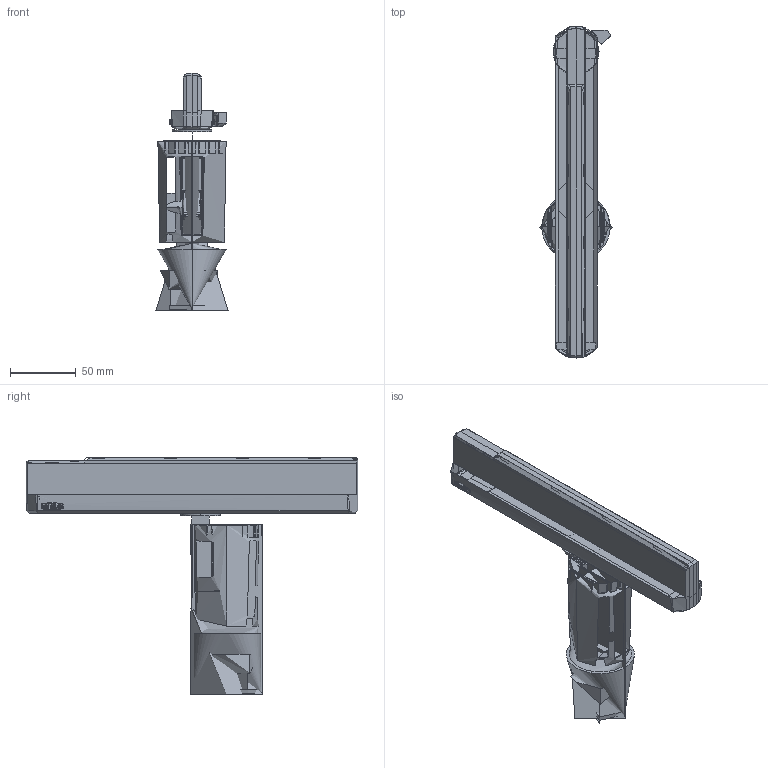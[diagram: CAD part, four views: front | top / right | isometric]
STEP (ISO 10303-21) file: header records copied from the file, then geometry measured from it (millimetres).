
FILE_DESCRIPTION(/* description */ (''),/* implementation_level */ '2;1');
FILE_NAME(/* name */ 'VECTOR 55 ZOOM TRACK DALI',/* time_stamp */ '2018-02-19T16:51:11+01:00',/* author */ (''),/* organization */ (''),/* preprocessor_version */ 'ST-DEVELOPER v15',/* originating_system */ '',/* authorisation */ '');
FILE_SCHEMA (('CONFIG_CONTROL_DESIGN'));
Length unit declared in the file: millimetre
Products named in the file (1): Document
Bounding box: 55 x 253 x 181.35 mm (x, y, z)
Volume: 45155.8 mm3; surface area: 120443.2 mm2
Topology: 4 solids, 507 shells, 705 faces, 3174 edges, 2918 vertices
Faces by surface type: bspline 591, plane 114
Entity records: 49519 total; most frequent: CARTESIAN_POINT 34553, ORIENTED_EDGE 3606, EDGE_CURVE 3100, VERTEX_POINT 2893, B_SPLINE_CURVE_WITH_KNOTS 1634, EDGE_LOOP 728, ADVANCED_FACE 705, FACE_OUTER_BOUND 705
